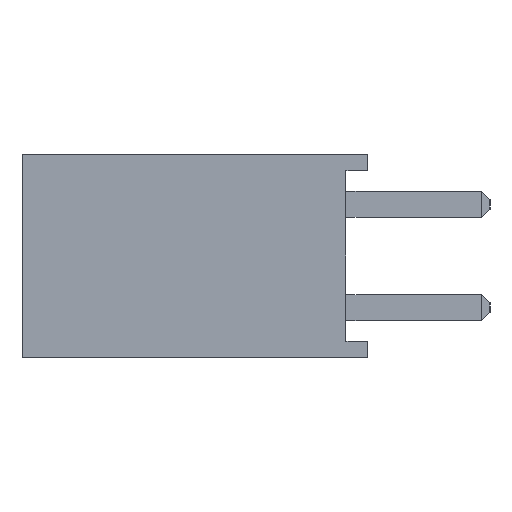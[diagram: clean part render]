
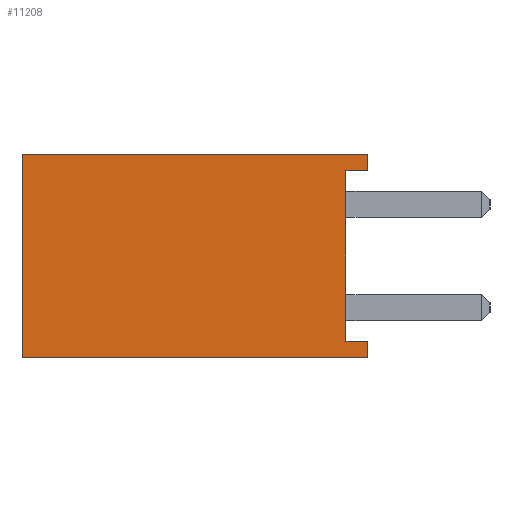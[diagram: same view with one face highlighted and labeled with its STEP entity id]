
A CAD part, left-side view. The second image highlights one B-rep face of the part: STEP entity #11208.
In plain terms, the highlighted planar face has unit normal (-1, 0, 0).
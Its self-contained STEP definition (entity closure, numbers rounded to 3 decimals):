
#467 = DIRECTION ( 'NONE',  ( 0., 0., -1. ) ) ;
#2405 = DIRECTION ( 'NONE',  ( 0., 0., -1. ) ) ;
#2632 = LINE ( 'NONE', #16642, #31955 ) ;
#4025 = CARTESIAN_POINT ( 'NONE',  ( -1.27, 0., 2.5 ) ) ;
#4285 = VECTOR ( 'NONE', #21602, 1000. ) ;
#4415 = ORIENTED_EDGE ( 'NONE', *, *, #10445, .T. ) ;
#4798 = FACE_OUTER_BOUND ( 'NONE', #16850, .T. ) ;
#5782 = EDGE_CURVE ( 'NONE', #28108, #34807, #34308, .T. ) ;
#6383 = DIRECTION ( 'NONE',  ( 0., -1., 0. ) ) ;
#6499 = CARTESIAN_POINT ( 'NONE',  ( -1.27, 0., -2.1 ) ) ;
#7198 = CARTESIAN_POINT ( 'NONE',  ( -1.27, 0., 2.1 ) ) ;
#7318 = CARTESIAN_POINT ( 'NONE',  ( -1.27, 8.5, 2.5 ) ) ;
#7540 = LINE ( 'NONE', #6499, #10216 ) ;
#7683 = CARTESIAN_POINT ( 'NONE',  ( -1.27, 0., 2.1 ) ) ;
#8023 = VERTEX_POINT ( 'NONE', #29630 ) ;
#8547 = DIRECTION ( 'NONE',  ( 0., -1., 0. ) ) ;
#8978 = CARTESIAN_POINT ( 'NONE',  ( -1.27, 8.5, 2.5 ) ) ;
#9825 = ORIENTED_EDGE ( 'NONE', *, *, #30024, .F. ) ;
#9836 = VERTEX_POINT ( 'NONE', #30802 ) ;
#10216 = VECTOR ( 'NONE', #6383, 1000. ) ;
#10445 = EDGE_CURVE ( 'NONE', #9836, #19142, #13642, .T. ) ;
#10513 = LINE ( 'NONE', #16374, #11407 ) ;
#10864 = EDGE_CURVE ( 'NONE', #12616, #8023, #23134, .T. ) ;
#11001 = VECTOR ( 'NONE', #8547, 1000. ) ;
#11208 = ADVANCED_FACE ( 'NONE', ( #4798 ), #28144, .F. ) ;
#11407 = VECTOR ( 'NONE', #33320, 1000. ) ;
#12277 = ORIENTED_EDGE ( 'NONE', *, *, #32737, .T. ) ;
#12616 = VERTEX_POINT ( 'NONE', #7683 ) ;
#13379 = CARTESIAN_POINT ( 'NONE',  ( -1.27, 8.5, -2.5 ) ) ;
#13437 = VECTOR ( 'NONE', #2405, 1000. ) ;
#13642 = LINE ( 'NONE', #13379, #4285 ) ;
#14416 = ORIENTED_EDGE ( 'NONE', *, *, #18360, .F. ) ;
#14888 = VERTEX_POINT ( 'NONE', #29267 ) ;
#15550 = VECTOR ( 'NONE', #20964, 1000. ) ;
#16374 = CARTESIAN_POINT ( 'NONE',  ( -1.27, 8.5, 2.5 ) ) ;
#16421 = CARTESIAN_POINT ( 'NONE',  ( -1.27, 0.54, 2.1 ) ) ;
#16611 = VECTOR ( 'NONE', #24546, 1000. ) ;
#16642 = CARTESIAN_POINT ( 'NONE',  ( -1.27, 0., 2.5 ) ) ;
#16728 = EDGE_CURVE ( 'NONE', #12616, #28108, #22891, .T. ) ;
#16850 = EDGE_LOOP ( 'NONE', ( #30126, #32546, #25688, #14416, #9825, #4415, #12277, #20800 ) ) ;
#17988 = DIRECTION ( 'NONE',  ( 1., 0., 0. ) ) ;
#18360 = EDGE_CURVE ( 'NONE', #31886, #8023, #34586, .T. ) ;
#19142 = VERTEX_POINT ( 'NONE', #34980 ) ;
#19165 = DIRECTION ( 'NONE',  ( 0., 0., 1. ) ) ;
#20800 = ORIENTED_EDGE ( 'NONE', *, *, #24115, .F. ) ;
#20964 = DIRECTION ( 'NONE',  ( 0., 0., 1. ) ) ;
#21403 = CARTESIAN_POINT ( 'NONE',  ( -1.27, 0.54, 2.1 ) ) ;
#21602 = DIRECTION ( 'NONE',  ( 0., -1., 0. ) ) ;
#22891 = LINE ( 'NONE', #7198, #16611 ) ;
#23134 = LINE ( 'NONE', #4025, #15550 ) ;
#24115 = EDGE_CURVE ( 'NONE', #34807, #14888, #7540, .T. ) ;
#24431 = CARTESIAN_POINT ( 'NONE',  ( -1.27, 0.54, -2.1 ) ) ;
#24546 = DIRECTION ( 'NONE',  ( 0., 1., 0. ) ) ;
#25521 = CARTESIAN_POINT ( 'NONE',  ( -1.27, 8.5, 2.5 ) ) ;
#25688 = ORIENTED_EDGE ( 'NONE', *, *, #10864, .T. ) ;
#25826 = AXIS2_PLACEMENT_3D ( 'NONE', #8978, #17988, #467 ) ;
#28108 = VERTEX_POINT ( 'NONE', #21403 ) ;
#28144 = PLANE ( 'NONE',  #25826 ) ;
#29267 = CARTESIAN_POINT ( 'NONE',  ( -1.27, 0., -2.1 ) ) ;
#29630 = CARTESIAN_POINT ( 'NONE',  ( -1.27, 0., 2.5 ) ) ;
#30024 = EDGE_CURVE ( 'NONE', #9836, #31886, #10513, .T. ) ;
#30126 = ORIENTED_EDGE ( 'NONE', *, *, #5782, .F. ) ;
#30802 = CARTESIAN_POINT ( 'NONE',  ( -1.27, 8.5, -2.5 ) ) ;
#31886 = VERTEX_POINT ( 'NONE', #7318 ) ;
#31955 = VECTOR ( 'NONE', #19165, 1000. ) ;
#32546 = ORIENTED_EDGE ( 'NONE', *, *, #16728, .F. ) ;
#32737 = EDGE_CURVE ( 'NONE', #19142, #14888, #2632, .T. ) ;
#33320 = DIRECTION ( 'NONE',  ( 0., 0., 1. ) ) ;
#34308 = LINE ( 'NONE', #16421, #13437 ) ;
#34586 = LINE ( 'NONE', #25521, #11001 ) ;
#34807 = VERTEX_POINT ( 'NONE', #24431 ) ;
#34980 = CARTESIAN_POINT ( 'NONE',  ( -1.27, 0., -2.5 ) ) ;
